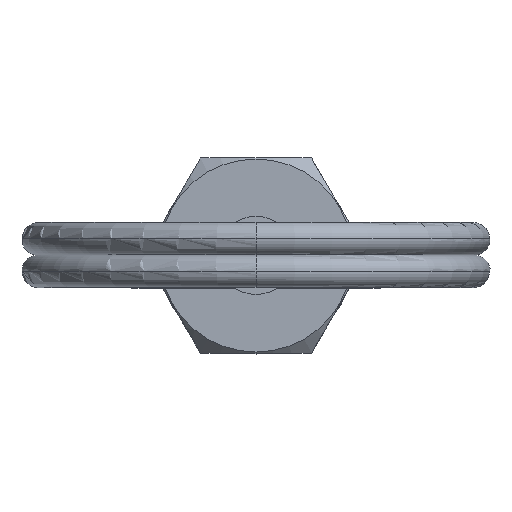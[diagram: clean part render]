
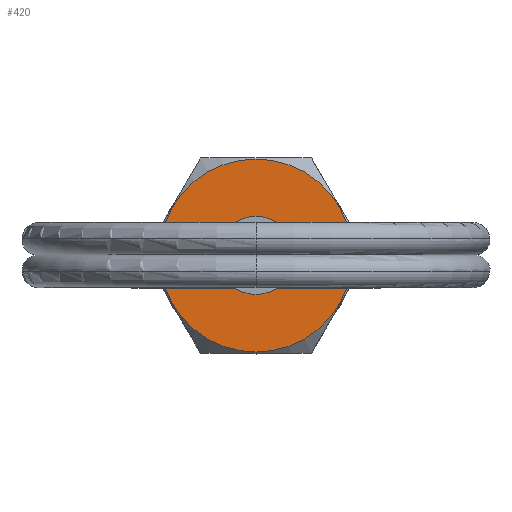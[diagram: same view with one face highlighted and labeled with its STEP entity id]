
A CAD part, top view. The second image highlights one B-rep face of the part: STEP entity #420.
In plain terms, the highlighted planar face has unit normal (0, 0, 1).
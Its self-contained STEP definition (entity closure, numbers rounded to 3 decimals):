
#302=VERTEX_POINT('',#810);
#360=VERTEX_POINT('',#875);
#362=EDGE_CURVE('',#560,#360,#877,.T.);
#390=VERTEX_POINT('',#909);
#398=EDGE_CURVE('',#390,#302,#917,.T.);
#408=EDGE_CURVE('',#360,#560,#927,.T.);
#420=ADVANCED_FACE('',(#940,#941),#942,.T.);
#478=EDGE_CURVE('',#302,#390,#1007,.T.);
#560=VERTEX_POINT('',#1099);
#810=CARTESIAN_POINT('',(-1.,0.,4.8));
#875=CARTESIAN_POINT('',(-2.967,0.,4.8));
#877=CIRCLE('',#1522,2.967);
#909=CARTESIAN_POINT('',(1.,0.,4.8));
#917=CIRCLE('',#1569,1.);
#927=CIRCLE('',#1594,2.967);
#940=FACE_OUTER_BOUND('',#1638,.T.);
#941=FACE_BOUND('',#1639,.T.);
#942=PLANE('',#1640);
#1007=CIRCLE('',#1771,1.);
#1099=CARTESIAN_POINT('',(2.967,0.,4.8));
#1522=AXIS2_PLACEMENT_3D('',#2420,#2421,#2422);
#1569=AXIS2_PLACEMENT_3D('',#2470,#2471,#2472);
#1594=AXIS2_PLACEMENT_3D('',#2475,#2476,#2477);
#1638=EDGE_LOOP('',(#2491,#2492));
#1639=EDGE_LOOP('',(#2493,#2494));
#1640=AXIS2_PLACEMENT_3D('',#2495,#2496,#2497);
#1771=AXIS2_PLACEMENT_3D('',#2582,#2583,#2584);
#2420=CARTESIAN_POINT('',(0.,0.,4.8));
#2421=DIRECTION('',(0.0,0.0,-1.0));
#2422=DIRECTION('',(1.0,0.,0.0));
#2470=CARTESIAN_POINT('',(0.,0.,4.8));
#2471=DIRECTION('',(0.0,0.0,-1.0));
#2472=DIRECTION('',(1.0,0.,0.0));
#2475=CARTESIAN_POINT('',(0.,0.,4.8));
#2476=DIRECTION('',(0.0,0.0,-1.0));
#2477=DIRECTION('',(1.0,0.,0.0));
#2491=ORIENTED_EDGE('',*,*,#362,.F.);
#2492=ORIENTED_EDGE('',*,*,#408,.F.);
#2493=ORIENTED_EDGE('',*,*,#398,.T.);
#2494=ORIENTED_EDGE('',*,*,#478,.T.);
#2495=CARTESIAN_POINT('',(1.984,0.,4.8));
#2496=DIRECTION('',(0.0,0.0,1.0));
#2497=DIRECTION('',(-1.0,0.,0.0));
#2582=CARTESIAN_POINT('',(0.,0.,4.8));
#2583=DIRECTION('',(0.0,0.0,-1.0));
#2584=DIRECTION('',(1.0,0.,0.0));
